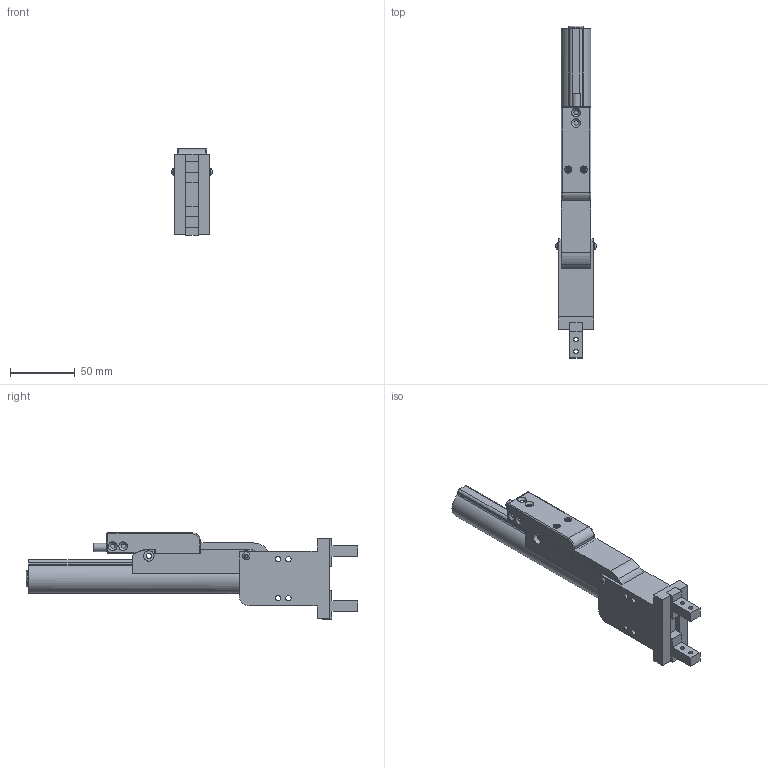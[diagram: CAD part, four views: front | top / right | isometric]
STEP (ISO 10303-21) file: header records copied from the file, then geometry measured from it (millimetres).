
FILE_DESCRIPTION (( 'STEP AP214' ), '1' );
FILE_NAME ('0186-2320_241016_GM50-23Sx160H-XP-K_35-18_MS03.STEP', '2024-10-16T15:10:21', ( '' ), ( '' ), 'SwSTEP 2.0', 'SolidWorks 2024', '' );
FILE_SCHEMA (( 'AUTOMOTIVE_DESIGN' ));
Length unit declared in the file: millimetre
Products named in the file (6): GM50k-23-GGH; GM50k-23_FGR; 0230-1141_Lins-Schr_I-6k_M3x12_INOX; PS02-23Sx160H-HP-K-f; GM50h-23Sx160H-HP.SLDPRT; 0186-2320_241016_GM50-23Sx160H-XP-K_35-18_MS03
Assembly tree (7 placements, depth 3):
  0186-2320_241016_GM50-23Sx160H-XP-K_35-18_MS03
    GM50h-23Sx160H-HP.SLDPRT
      GM50k-23-GGH
      PS02-23Sx160H-HP-K-f
      0230-1141_Lins-Schr_I-6k_M3x12_INOX  x2
    GM50k-23_FGR  x2
Bounding box: 30.9 x 255.4 x 66.35 mm (x, y, z)
Volume: 175212.1 mm3; surface area: 61741.6 mm2
Topology: 24 solids, 24 shells, 1907 faces, 4897 edges, 3133 vertices
Faces by surface type: plane 943, bspline 357, cylinder 330, cone 261, torus 10, sphere 6
Full cylindrical faces by diameter (mm): 0.61 x13, 2.05 x2, 2.4 x2, 3 x60, 3.1 x66, 3.3 x4, 3.4 x8, 4 x2, 4.2 x6, 5 x2, 5.5 x2, 5.7 x2, 6.3 x1, 8 x2, 11.6 x1, 12 x2
Entity records: 78611 total; most frequent: CARTESIAN_POINT 19295, ORIENTED_EDGE 8570, DIRECTION 7185, EDGE_CURVE 4285, VERTEX_POINT 2968, VECTOR 2753, LINE 2753, EDGE_LOOP 2335
